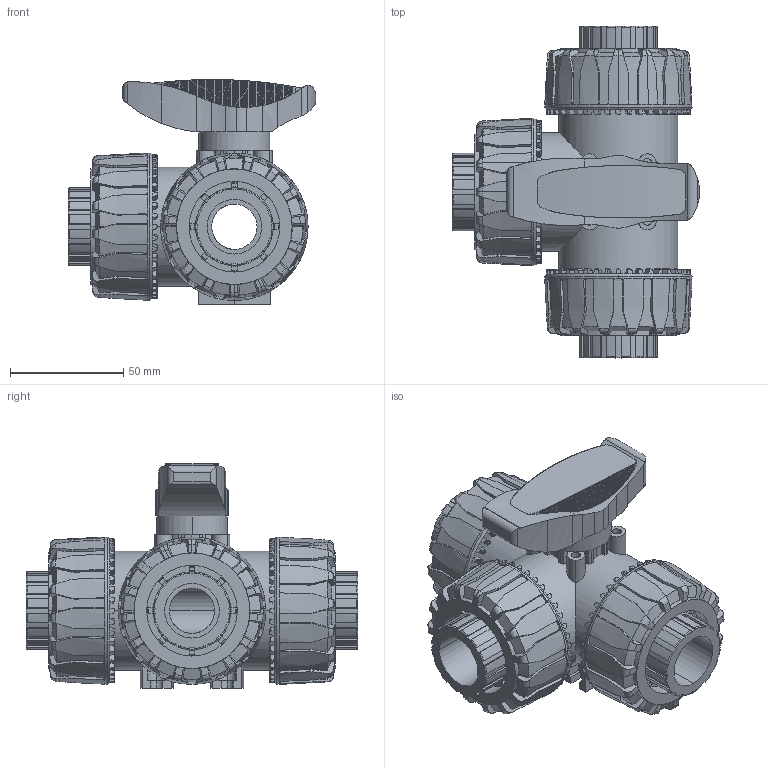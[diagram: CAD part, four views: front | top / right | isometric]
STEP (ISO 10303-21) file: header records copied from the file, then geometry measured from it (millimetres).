
FILE_DESCRIPTION(('STEP AP214'),'1');
FILE_NAME('lkdfm034f.stp','2018-03-06T13:04:42',('TraceParts'),('TraceParts S.A.'),'Spatial InterOp 3D',' ',' ');
FILE_SCHEMA(('automotive_design'));
Length unit declared in the file: millimetre
Products named in the file (8): lkdfm034f_1; lkdfm034f_2; lkdfm034f_3; lkdfm034f_4; lkdfm034f_5; lkdfm034f_6; lkdfm034f_7; lkdfm034f_8
Bounding box: 109.02 x 146.4 x 99.23 mm (x, y, z)
Volume: 451137.1 mm3; surface area: 112151.9 mm2
Topology: 8 solids, 8 shells, 2617 faces, 7405 edges, 4819 vertices
Faces by surface type: plane 1333, cylinder 681, cone 474, torus 129
Entity records: 113899 total; most frequent: CARTESIAN_POINT 25542, ORIENTED_EDGE 14810, DIRECTION 14137, EDGE_CURVE 7405, AXIS2_PLACEMENT_3D 5651, VERTEX_POINT 4819, LINE 2835, VECTOR 2835
